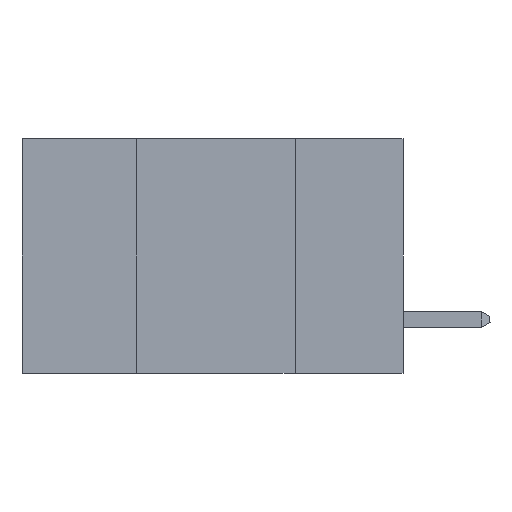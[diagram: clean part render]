
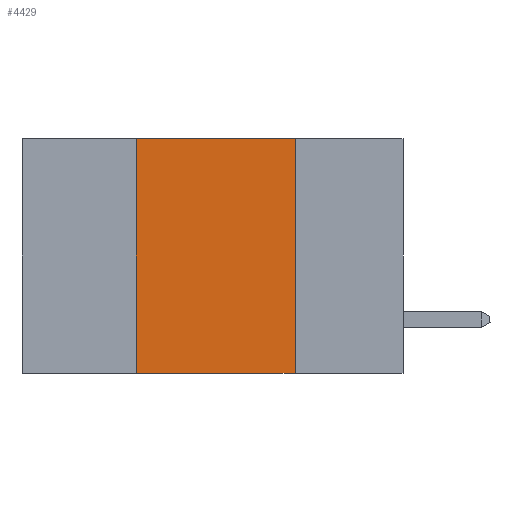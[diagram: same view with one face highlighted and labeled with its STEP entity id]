
A CAD part, left-side view. The second image highlights one B-rep face of the part: STEP entity #4429.
In plain terms, the highlighted planar face has unit normal (-1, 0, 0).
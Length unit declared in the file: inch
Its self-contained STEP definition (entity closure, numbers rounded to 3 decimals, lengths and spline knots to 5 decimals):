
#362 = EDGE_LOOP ( 'NONE', ( #8865, #7485, #3813, #5902 ) ) ;
#462 = VERTEX_POINT ( 'NONE', #4618 ) ;
#676 = CARTESIAN_POINT ( 'NONE',  ( 0., 0.6, -0.37 ) ) ;
#883 = LINE ( 'NONE', #7152, #7519 ) ;
#1089 = VECTOR ( 'NONE', #2436, 39.37008 ) ;
#1131 = VECTOR ( 'NONE', #3178, 39.37008 ) ;
#2396 = VERTEX_POINT ( 'NONE', #3987 ) ;
#2436 = DIRECTION ( 'NONE',  ( 0., -1., 0. ) ) ;
#2857 = AXIS2_PLACEMENT_3D ( 'NONE', #6369, #7068, #2957 ) ;
#2954 = CARTESIAN_POINT ( 'NONE',  ( 0., 0.42, -0.37 ) ) ;
#2957 = DIRECTION ( 'NONE',  ( 0., 0., -1. ) ) ;
#3178 = DIRECTION ( 'NONE',  ( 0., 0., 1. ) ) ;
#3266 = LINE ( 'NONE', #676, #8313 ) ;
#3813 = ORIENTED_EDGE ( 'NONE', *, *, #4532, .F. ) ;
#3987 = CARTESIAN_POINT ( 'NONE',  ( 0., 0.42, 0. ) ) ;
#4429 = ADVANCED_FACE ( 'NONE', ( #6382 ), #4693, .F. ) ;
#4532 = EDGE_CURVE ( 'NONE', #7673, #2396, #4899, .T. ) ;
#4618 = CARTESIAN_POINT ( 'NONE',  ( 0., 0.17, -0.37 ) ) ;
#4693 = PLANE ( 'NONE',  #2857 ) ;
#4750 = LINE ( 'NONE', #8078, #1089 ) ;
#4899 = LINE ( 'NONE', #5940, #1131 ) ;
#5902 = ORIENTED_EDGE ( 'NONE', *, *, #6023, .T. ) ;
#5940 = CARTESIAN_POINT ( 'NONE',  ( 0., 0.42, 0. ) ) ;
#6023 = EDGE_CURVE ( 'NONE', #7673, #462, #3266, .T. ) ;
#6369 = CARTESIAN_POINT ( 'NONE',  ( 0., 0.6, 0. ) ) ;
#6382 = FACE_OUTER_BOUND ( 'NONE', #362, .T. ) ;
#7068 = DIRECTION ( 'NONE',  ( 1., 0., 0. ) ) ;
#7090 = EDGE_CURVE ( 'NONE', #8037, #462, #883, .T. ) ;
#7137 = EDGE_CURVE ( 'NONE', #2396, #8037, #4750, .T. ) ;
#7152 = CARTESIAN_POINT ( 'NONE',  ( 0., 0.17, 0. ) ) ;
#7204 = DIRECTION ( 'NONE',  ( 0., 0., -1. ) ) ;
#7485 = ORIENTED_EDGE ( 'NONE', *, *, #7137, .F. ) ;
#7519 = VECTOR ( 'NONE', #7204, 39.37008 ) ;
#7577 = CARTESIAN_POINT ( 'NONE',  ( 0., 0.17, 0. ) ) ;
#7673 = VERTEX_POINT ( 'NONE', #2954 ) ;
#8037 = VERTEX_POINT ( 'NONE', #7577 ) ;
#8078 = CARTESIAN_POINT ( 'NONE',  ( 0., 0.6, 0. ) ) ;
#8313 = VECTOR ( 'NONE', #8904, 39.37008 ) ;
#8865 = ORIENTED_EDGE ( 'NONE', *, *, #7090, .F. ) ;
#8904 = DIRECTION ( 'NONE',  ( 0., -1., 0. ) ) ;
